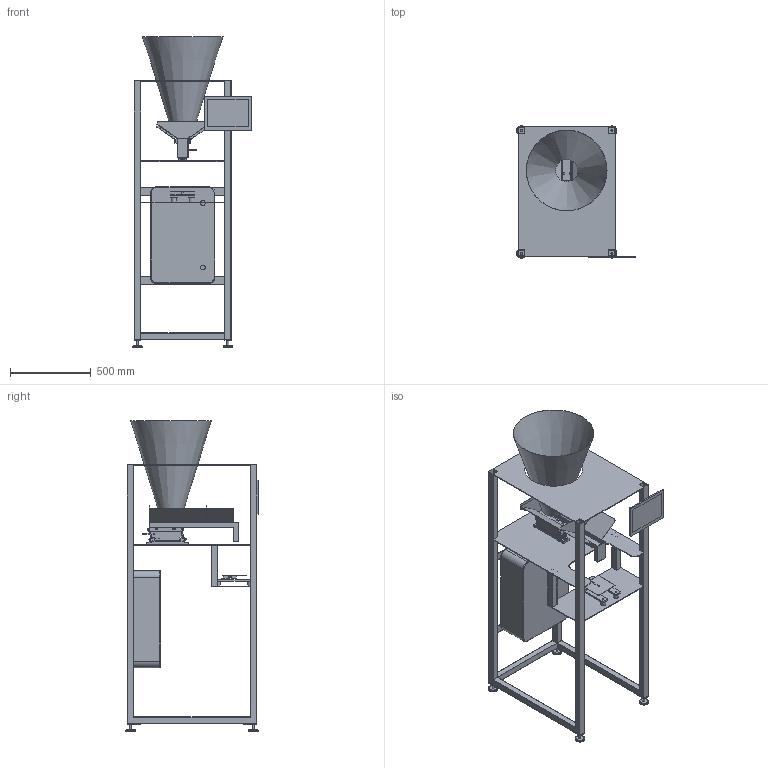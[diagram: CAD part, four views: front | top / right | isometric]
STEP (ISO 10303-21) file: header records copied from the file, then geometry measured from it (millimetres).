
FILE_DESCRIPTION(/* description */ (''),/* implementation_level */ '2;1');
FILE_NAME(/* name */ 'vibroDoser.step',/* time_stamp */ '2024-01-01T19:41:18+01:00',/* author */ (''),/* organization */ (''),/* preprocessor_version */ 'ST-DEVELOPER v20',/* originating_system */ 'Autodesk Translation Framework v12.14.0.127',/* authorisation */ '');
FILE_SCHEMA (('AUTOMOTIVE_DESIGN { 1 0 10303 214 3 1 1 }'));
Length unit declared in the file: millimetre
Products named in the file (22): VibroDoser; Schaltschrank; Rahmen; MittelPlatte; AufnahmePlatteTrichterGroß; WaagePlatte; Fuss; Fuss_1; Fuss_2; Fuss_3; FussPlatte_4x; Trichter_groß; Tablet_Lenovo_X1; 50259276 Linear feeder HLF25-M -with collision space; _50259276 Linear feeder HLF25-M1; _50259276 Linear feeder HLF25-M2; Rinne; ManuelleWaage1Cell; StrebeLängs1Cell; StrebeQuer1Cell; LoadCell; WiegeFläche1Cell
Assembly tree (25 placements, depth 4):
  VibroDoser
    Schaltschrank
    Rahmen
      MittelPlatte
      AufnahmePlatteTrichterGroß
      WaagePlatte
      Fuss
        FussPlatte_4x
      Fuss_1
        FussPlatte_4x
      Fuss_2
        FussPlatte_4x
      Fuss_3
        FussPlatte_4x
    Trichter_groß
    Tablet_Lenovo_X1
    50259276 Linear feeder HLF25-M -with collision space
      _50259276 Linear feeder HLF25-M1
      _50259276 Linear feeder HLF25-M2
      Rinne
    ManuelleWaage1Cell
      StrebeLängs1Cell  x2
      StrebeQuer1Cell
      LoadCell
      WiegeFläche1Cell
Bounding box: 735.5 x 820 x 1925 mm (x, y, z)
Volume: 56867166.1 mm3; surface area: 8056646.6 mm2
Topology: 30 solids, 30 shells, 939 faces, 2365 edges, 1549 vertices
Faces by surface type: plane 640, cylinder 256, torus 33, cone 10
Full cylindrical faces by diameter (mm): 3.332 x2, 4 x13, 4.2 x2, 4.5 x4, 4.917 x8, 5 x14, 5.035 x2, 6 x3, 6.2 x4, 7 x16, 8.5 x12, 9 x4, 10 x11, 12 x4, 17 x4, 30 x6, 60 x4
Entity records: 28088 total; most frequent: CARTESIAN_POINT 4704, DIRECTION 4685, ORIENTED_EDGE 4502, EDGE_CURVE 2251, LINE 1681, VECTOR 1681, AXIS2_PLACEMENT_3D 1502, VERTEX_POINT 1473
